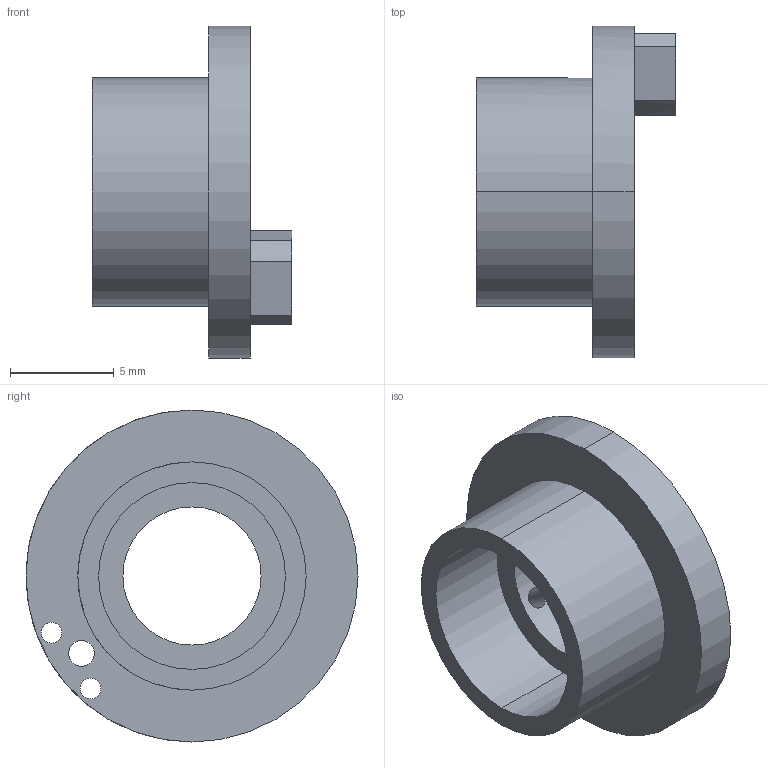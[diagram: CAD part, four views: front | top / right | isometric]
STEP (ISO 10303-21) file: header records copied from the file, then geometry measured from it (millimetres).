
FILE_DESCRIPTION (( 'STEP AP203' ), '1' );
FILE_NAME ('YFPS04-010106 ZZ6Z.step', '2025-11-03T10:21:27', ( '' ), ( '' ), 'SwSTEP 2.0', 'SolidWorks 2022', '' );
FILE_SCHEMA (( 'CONFIG_CONTROL_DESIGN' ));
Length unit declared in the file: millimetre
Products named in the file (1): YFPS04-010106 ZZ6Z
Bounding box: 9.6 x 16 x 16 mm (x, y, z)
Volume: 530.4 mm3; surface area: 889 mm2
Topology: 1 solids, 1 shells, 41 faces, 107 edges, 69 vertices
Faces by surface type: cylinder 20, plane 14, cone 7
Entity records: 1403 total; most frequent: CARTESIAN_POINT 261, DIRECTION 236, ORIENTED_EDGE 214, EDGE_CURVE 107, AXIS2_PLACEMENT_3D 94, VERTEX_POINT 69, CIRCLE 52, EDGE_LOOP 52
